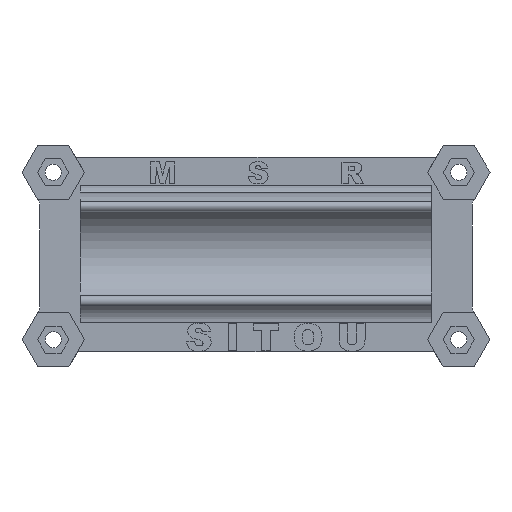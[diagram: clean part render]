
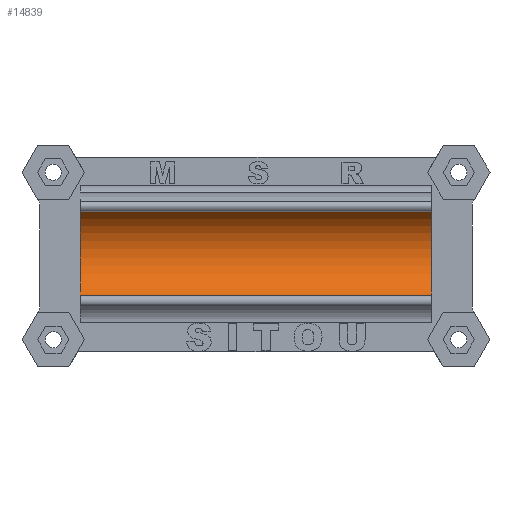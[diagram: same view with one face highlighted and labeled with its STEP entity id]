
A CAD part, front view. The second image highlights one B-rep face of the part: STEP entity #14839.
In plain terms, the highlighted cylindrical face has radius 9.312 mm (diameter 18.625 mm), a partial arc.
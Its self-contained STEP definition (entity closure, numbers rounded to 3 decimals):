
#28=CYLINDRICAL_SURFACE('',#15236,9.313);
#56=CIRCLE('',#15237,9.313);
#57=CIRCLE('',#15238,9.313);
#1260=FACE_OUTER_BOUND('',#2122,.T.);
#2122=EDGE_LOOP('',(#13588,#13589,#13590,#13591));
#3412=LINE('',#29172,#4700);
#3413=LINE('',#29178,#4701);
#4700=VECTOR('',#17290,10.);
#4701=VECTOR('',#17297,10.);
#7032=VERTEX_POINT('',#29168);
#7033=VERTEX_POINT('',#29170);
#7034=VERTEX_POINT('',#29174);
#7035=VERTEX_POINT('',#29176);
#9222=EDGE_CURVE('',#7032,#7033,#3412,.T.);
#9223=EDGE_CURVE('',#7034,#7032,#56,.T.);
#9224=EDGE_CURVE('',#7035,#7033,#57,.T.);
#9225=EDGE_CURVE('',#7034,#7035,#3413,.T.);
#13588=ORIENTED_EDGE('',*,*,#9223,.T.);
#13589=ORIENTED_EDGE('',*,*,#9222,.T.);
#13590=ORIENTED_EDGE('',*,*,#9224,.F.);
#13591=ORIENTED_EDGE('',*,*,#9225,.F.);
#14839=ADVANCED_FACE('',(#1260),#28,.F.);
#15236=AXIS2_PLACEMENT_3D('',#29173,#17291,#17292);
#15237=AXIS2_PLACEMENT_3D('',#29175,#17293,#17294);
#15238=AXIS2_PLACEMENT_3D('',#29177,#17295,#17296);
#17290=DIRECTION('',(-1.,0.,0.));
#17291=DIRECTION('center_axis',(-1.,0.,0.));
#17292=DIRECTION('ref_axis',(0.,1.,0.));
#17293=DIRECTION('center_axis',(1.,0.,0.));
#17294=DIRECTION('ref_axis',(0.,-0.523,-0.852));
#17295=DIRECTION('center_axis',(1.,0.,0.));
#17296=DIRECTION('ref_axis',(0.,-0.523,-0.852));
#17297=DIRECTION('',(-1.,0.,0.));
#29168=CARTESIAN_POINT('',(32.31,46.014,7.935));
#29170=CARTESIAN_POINT('',(-32.69,46.014,7.935));
#29172=CARTESIAN_POINT('',(32.31,46.014,7.935));
#29173=CARTESIAN_POINT('Origin',(32.31,50.888,0.));
#29174=CARTESIAN_POINT('',(32.31,46.014,-7.935));
#29175=CARTESIAN_POINT('Origin',(32.31,50.888,0.));
#29176=CARTESIAN_POINT('',(-32.69,46.014,-7.935));
#29177=CARTESIAN_POINT('Origin',(-32.69,50.888,0.));
#29178=CARTESIAN_POINT('',(32.31,46.014,-7.935));
